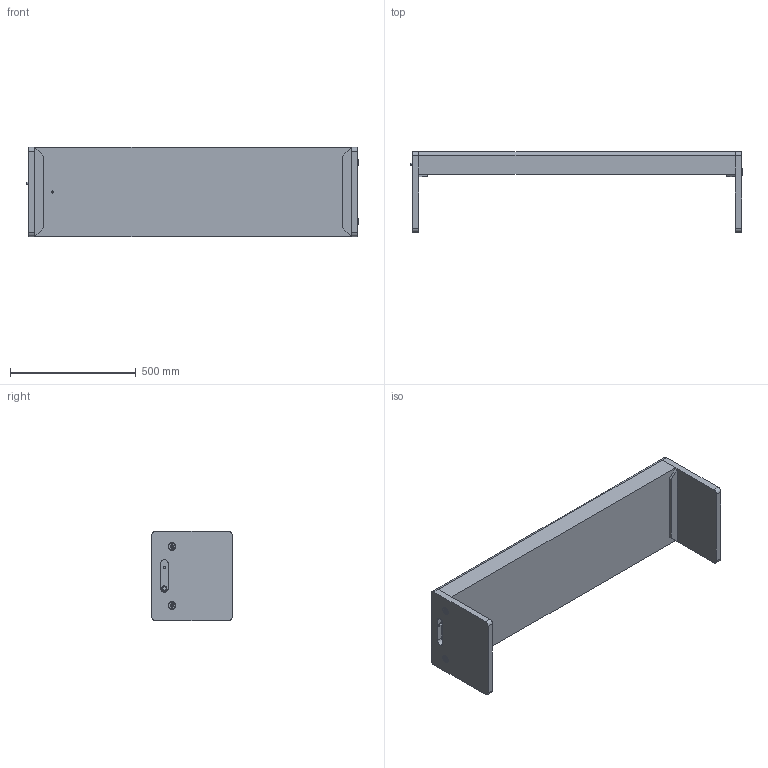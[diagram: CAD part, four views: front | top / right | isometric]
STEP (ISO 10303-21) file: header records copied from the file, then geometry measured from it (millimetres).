
FILE_DESCRIPTION (( 'STEP AP214' ), '1' );
FILE_NAME ('LightBench.STEP', '2018-04-02T21:45:00', ( '' ), ( '' ), 'SwSTEP 2.0', 'SolidWorks 2017', '' );
FILE_SCHEMA (( 'AUTOMOTIVE_DESIGN' ));
Length unit declared in the file: centimetre
Products named in the file (1): LightBench
Bounding box: 1321 x 320 x 355 mm (x, y, z)
Volume: 45848075.6 mm3; surface area: 1747264.6 mm2
Topology: 14 solids, 14 shells, 189 faces, 418 edges, 272 vertices
Faces by surface type: plane 94, cylinder 78, cone 14, bspline 3
Entity records: 5835 total; most frequent: CARTESIAN_POINT 1299, DIRECTION 958, ORIENTED_EDGE 836, EDGE_CURVE 418, AXIS2_PLACEMENT_3D 359, VERTEX_POINT 272, VECTOR 240, LINE 240
